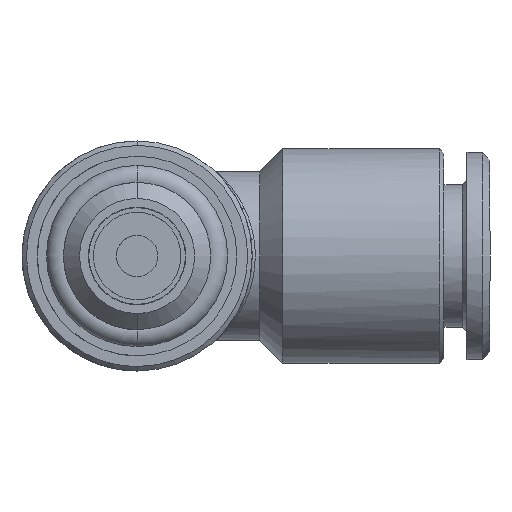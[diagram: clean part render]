
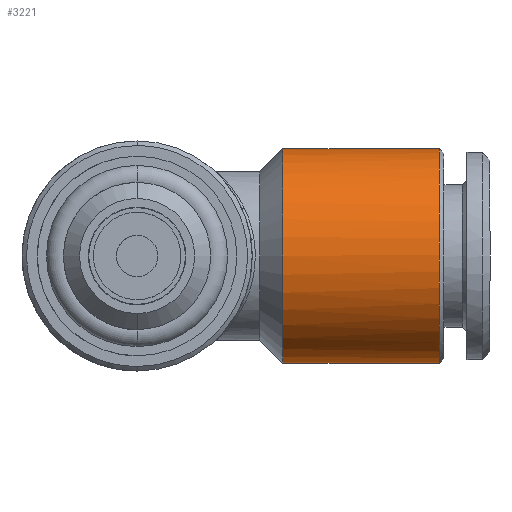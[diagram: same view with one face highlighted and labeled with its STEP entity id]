
A CAD part, front view. The second image highlights one B-rep face of the part: STEP entity #3221.
In plain terms, the highlighted cylindrical face has radius 7 mm (diameter 14 mm), a partial arc.
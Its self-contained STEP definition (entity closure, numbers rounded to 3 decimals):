
#3106=CARTESIAN_POINT('Vertex',(9.5,15.4,7.)) ;
#3113=CARTESIAN_POINT('Vertex',(9.5,15.4,-7.)) ;
#3138=CARTESIAN_POINT('Axis2P3D Location',(9.5,15.4,0.)) ;
#3171=CARTESIAN_POINT('Vertex',(19.7,15.4,7.)) ;
#3173=CARTESIAN_POINT('Vertex',(19.7,15.4,-7.)) ;
#3176=CARTESIAN_POINT('Line Origine',(-5.577,15.4,-7.)) ;
#3181=CARTESIAN_POINT('Line Origine',(-5.577,15.4,7.)) ;
#3193=CARTESIAN_POINT('Axis2P3D Location',(-5.577,15.4,0.)) ;
#3199=CARTESIAN_POINT('Control Point',(19.7,15.4,-7.)) ;
#3200=CARTESIAN_POINT('Control Point',(19.7,14.3,-7.)) ;
#3201=CARTESIAN_POINT('Control Point',(19.7,13.201,-6.784)) ;
#3202=CARTESIAN_POINT('Control Point',(19.7,12.158,-6.352)) ;
#3203=CARTESIAN_POINT('Control Point',(19.7,10.298,-5.102)) ;
#3204=CARTESIAN_POINT('Control Point',(19.7,9.048,-3.242)) ;
#3205=CARTESIAN_POINT('Control Point',(19.7,8.616,-2.199)) ;
#3206=CARTESIAN_POINT('Control Point',(19.7,8.184,0.)) ;
#3207=CARTESIAN_POINT('Control Point',(19.7,8.616,2.199)) ;
#3208=CARTESIAN_POINT('Control Point',(19.7,9.048,3.242)) ;
#3209=CARTESIAN_POINT('Control Point',(19.7,10.298,5.102)) ;
#3210=CARTESIAN_POINT('Control Point',(19.7,12.158,6.352)) ;
#3211=CARTESIAN_POINT('Control Point',(19.7,13.201,6.784)) ;
#3212=CARTESIAN_POINT('Control Point',(19.7,14.3,7.)) ;
#3213=CARTESIAN_POINT('Control Point',(19.7,15.4,7.)) ;
#3139=DIRECTION('Axis2P3D Direction',(1.,0.,0.)) ;
#3177=DIRECTION('Vector Direction',(-1.,0.,0.)) ;
#3182=DIRECTION('Vector Direction',(-1.,0.,0.)) ;
#3194=DIRECTION('Axis2P3D Direction',(-1.,0.,0.)) ;
#3195=DIRECTION('Axis2P3D XDirection',(0.,0.,-1.)) ;
#3140=AXIS2_PLACEMENT_3D('Circle Axis2P3D',#3138,#3139,$) ;
#3196=AXIS2_PLACEMENT_3D('Cylinder Axis2P3D',#3193,#3194,#3195) ;
#3216=ORIENTED_EDGE('',*,*,#3180,.F.) ;
#3217=ORIENTED_EDGE('',*,*,#3214,.T.) ;
#3218=ORIENTED_EDGE('',*,*,#3185,.T.) ;
#3219=ORIENTED_EDGE('',*,*,#3142,.F.) ;
#3178=VECTOR('Line Direction',#3177,1.) ;
#3183=VECTOR('Line Direction',#3182,1.) ;
#3221=ADVANCED_FACE('NONE',(#3220),#3197,.T.) ;
#3198=B_SPLINE_CURVE_WITH_KNOTS('',5,(#3199,#3200,#3201,#3202,#3203,#3204,#3205,#3206,#3207,#3208,#3209,#3210,#3211,#3212,#3213),.UNSPECIFIED.,.F.,.U.,(6,3,3,3,6),(-10.996,-5.498,0.,5.498,10.996),.UNSPECIFIED.) ;
#3141=CIRCLE('generated circle',#3140,7.) ;
#3197=CYLINDRICAL_SURFACE('generated cylinder',#3196,7.) ;
#3142=EDGE_CURVE('',#3114,#3107,#3141,.F.) ;
#3180=EDGE_CURVE('',#3174,#3114,#3179,.T.) ;
#3185=EDGE_CURVE('',#3172,#3107,#3184,.T.) ;
#3214=EDGE_CURVE('',#3174,#3172,#3198,.T.) ;
#3215=EDGE_LOOP('',(#3216,#3217,#3218,#3219)) ;
#3220=FACE_OUTER_BOUND('',#3215,.T.) ;
#3179=LINE('Line',#3176,#3178) ;
#3184=LINE('Line',#3181,#3183) ;
#3107=VERTEX_POINT('',#3106) ;
#3114=VERTEX_POINT('',#3113) ;
#3172=VERTEX_POINT('',#3171) ;
#3174=VERTEX_POINT('',#3173) ;
